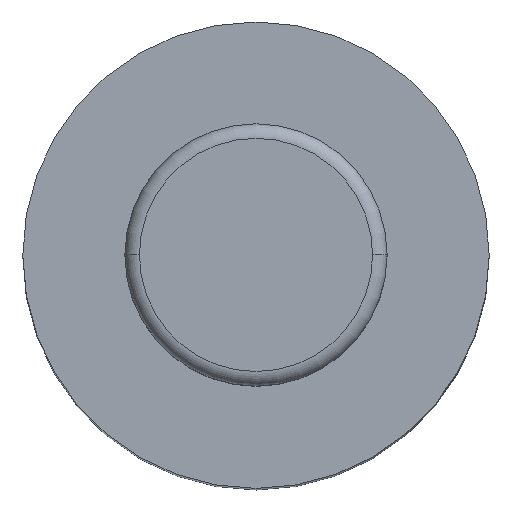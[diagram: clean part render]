
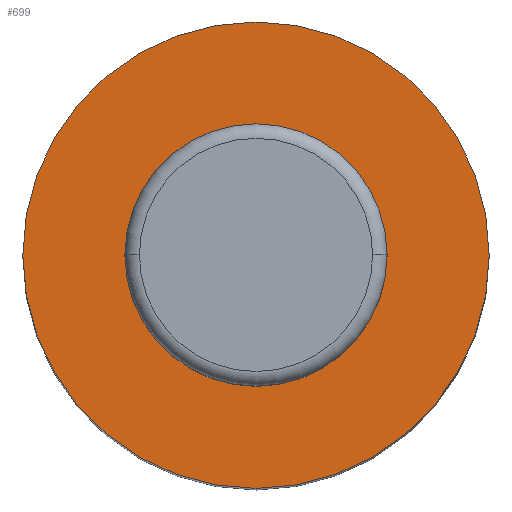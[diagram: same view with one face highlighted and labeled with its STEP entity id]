
A CAD part, top view. The second image highlights one B-rep face of the part: STEP entity #699.
In plain terms, the highlighted planar face has unit normal (0, 0, 1).
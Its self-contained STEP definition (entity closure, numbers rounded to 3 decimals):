
#23 = DIRECTION ( 'NONE',  ( -1., 0., 0. ) ) ;
#27 = DIRECTION ( 'NONE',  ( 0., 0., -1. ) ) ;
#29 = CARTESIAN_POINT ( 'NONE',  ( 0., 0., 63. ) ) ;
#32 = AXIS2_PLACEMENT_3D ( 'NONE', #653, #439, #835 ) ;
#41 = CIRCLE ( 'NONE', #262, 9. ) ;
#47 = CARTESIAN_POINT ( 'NONE',  ( 9., 0., 63. ) ) ;
#51 = FACE_OUTER_BOUND ( 'NONE', #453, .T. ) ;
#89 = EDGE_CURVE ( 'NONE', #268, #202, #373, .T. ) ;
#91 = CARTESIAN_POINT ( 'NONE',  ( -9., 0., 63. ) ) ;
#162 = DIRECTION ( 'NONE',  ( -1., 0., 0. ) ) ;
#168 = EDGE_CURVE ( 'NONE', #545, #379, #41, .T. ) ;
#171 = AXIS2_PLACEMENT_3D ( 'NONE', #242, #635, #162 ) ;
#188 = ORIENTED_EDGE ( 'NONE', *, *, #462, .F. ) ;
#202 = VERTEX_POINT ( 'NONE', #858 ) ;
#242 = CARTESIAN_POINT ( 'NONE',  ( 0., 0., 63. ) ) ;
#262 = AXIS2_PLACEMENT_3D ( 'NONE', #267, #471, #586 ) ;
#267 = CARTESIAN_POINT ( 'NONE',  ( 0., 0., 63. ) ) ;
#268 = VERTEX_POINT ( 'NONE', #386 ) ;
#272 = DIRECTION ( 'NONE',  ( 1., 0., 0. ) ) ;
#274 = PLANE ( 'NONE',  #593 ) ;
#373 = CIRCLE ( 'NONE', #483, 16. ) ;
#379 = VERTEX_POINT ( 'NONE', #47 ) ;
#386 = CARTESIAN_POINT ( 'NONE',  ( 16., 0., 63. ) ) ;
#430 = CARTESIAN_POINT ( 'NONE',  ( -9., 0., 63. ) ) ;
#439 = DIRECTION ( 'NONE',  ( 0., 0., -1. ) ) ;
#453 = EDGE_LOOP ( 'NONE', ( #188, #491 ) ) ;
#462 = EDGE_CURVE ( 'NONE', #202, #268, #726, .T. ) ;
#466 = CIRCLE ( 'NONE', #171, 9. ) ;
#471 = DIRECTION ( 'NONE',  ( 0., 0., -1. ) ) ;
#483 = AXIS2_PLACEMENT_3D ( 'NONE', #29, #27, #23 ) ;
#491 = ORIENTED_EDGE ( 'NONE', *, *, #89, .F. ) ;
#545 = VERTEX_POINT ( 'NONE', #91 ) ;
#586 = DIRECTION ( 'NONE',  ( -1., 0., 0. ) ) ;
#593 = AXIS2_PLACEMENT_3D ( 'NONE', #430, #612, #272 ) ;
#612 = DIRECTION ( 'NONE',  ( 0., 0., 1. ) ) ;
#632 = FACE_BOUND ( 'NONE', #773, .T. ) ;
#635 = DIRECTION ( 'NONE',  ( 0., 0., -1. ) ) ;
#643 = EDGE_CURVE ( 'NONE', #379, #545, #466, .T. ) ;
#653 = CARTESIAN_POINT ( 'NONE',  ( 0., 0., 63. ) ) ;
#699 = ADVANCED_FACE ( 'NONE', ( #632, #51 ), #274, .T. ) ;
#726 = CIRCLE ( 'NONE', #32, 16. ) ;
#749 = ORIENTED_EDGE ( 'NONE', *, *, #643, .T. ) ;
#773 = EDGE_LOOP ( 'NONE', ( #875, #749 ) ) ;
#835 = DIRECTION ( 'NONE',  ( -1., 0., 0. ) ) ;
#858 = CARTESIAN_POINT ( 'NONE',  ( -16., 0., 63. ) ) ;
#875 = ORIENTED_EDGE ( 'NONE', *, *, #168, .T. ) ;
